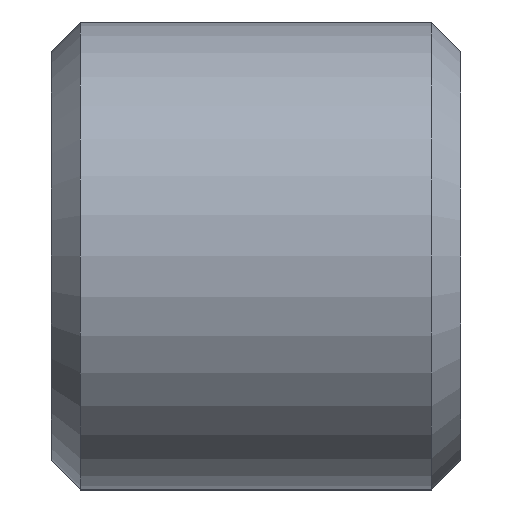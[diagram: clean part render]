
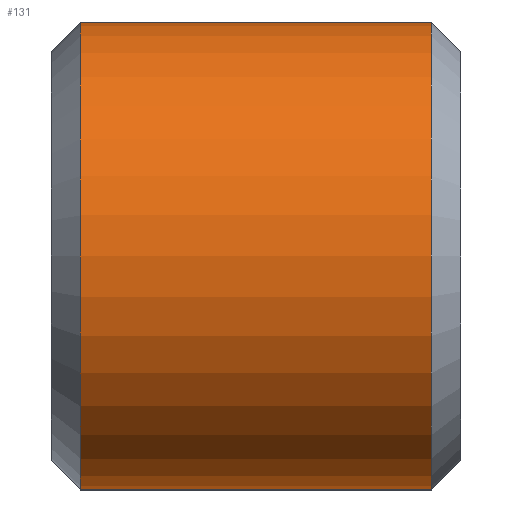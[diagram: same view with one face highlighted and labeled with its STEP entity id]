
A CAD part, left-side view. The second image highlights one B-rep face of the part: STEP entity #131.
In plain terms, the highlighted cylindrical face has radius 4 mm (diameter 8 mm), a partial arc.
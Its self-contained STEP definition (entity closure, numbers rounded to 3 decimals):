
#15 = ORIENTED_EDGE ( 'NONE', *, *, #322, .T. ) ;
#131 = ADVANCED_FACE ( 'NONE', ( #705 ), #739, .T. ) ;
#182 = EDGE_LOOP ( 'NONE', ( #501, #15, #552, #534 ) ) ;
#252 = EDGE_CURVE ( 'NONE', #643, #650, #755, .T. ) ;
#301 = EDGE_CURVE ( 'NONE', #639, #668, #457, .T. ) ;
#322 = EDGE_CURVE ( 'NONE', #643, #639, #445, .T. ) ;
#329 = EDGE_CURVE ( 'NONE', #668, #650, #471, .T. ) ;
#345 = CARTESIAN_POINT ( 'NONE',  ( -9.75, -6.5, -4. ) ) ;
#346 = CARTESIAN_POINT ( 'NONE',  ( -9.75, -0.5, -4. ) ) ;
#354 = CARTESIAN_POINT ( 'NONE',  ( -9.75, -6.5, 4. ) ) ;
#390 = CARTESIAN_POINT ( 'NONE',  ( -9.75, -0.5, 4. ) ) ;
#445 = CIRCLE ( 'NONE', #2643, 4. ) ;
#446 = VECTOR ( 'NONE', #2162, 1000. ) ;
#457 = LINE ( 'NONE', #2171, #446 ) ;
#471 = CIRCLE ( 'NONE', #2640, 4. ) ;
#501 = ORIENTED_EDGE ( 'NONE', *, *, #252, .F. ) ;
#534 = ORIENTED_EDGE ( 'NONE', *, *, #329, .T. ) ;
#552 = ORIENTED_EDGE ( 'NONE', *, *, #301, .T. ) ;
#639 = VERTEX_POINT ( 'NONE', #354 ) ;
#643 = VERTEX_POINT ( 'NONE', #345 ) ;
#650 = VERTEX_POINT ( 'NONE', #346 ) ;
#668 = VERTEX_POINT ( 'NONE', #390 ) ;
#705 = FACE_OUTER_BOUND ( 'NONE', #182, .T. ) ;
#739 = CYLINDRICAL_SURFACE ( 'NONE', #815, 4. ) ;
#755 = LINE ( 'NONE', #1781, #756 ) ;
#756 = VECTOR ( 'NONE', #1775, 1000. ) ;
#815 = AXIS2_PLACEMENT_3D ( 'NONE', #933, #946, #895 ) ;
#895 = DIRECTION ( 'NONE',  ( 0., 0., 1. ) ) ;
#933 = CARTESIAN_POINT ( 'NONE',  ( -9.75, -7., 0. ) ) ;
#946 = DIRECTION ( 'NONE',  ( 0., 1., 0. ) ) ;
#1775 = DIRECTION ( 'NONE',  ( 0., 1., 0. ) ) ;
#1781 = CARTESIAN_POINT ( 'NONE',  ( -9.75, -7., -4. ) ) ;
#2162 = DIRECTION ( 'NONE',  ( 0., 1., 0. ) ) ;
#2171 = CARTESIAN_POINT ( 'NONE',  ( -9.75, -7., 4. ) ) ;
#2425 = CARTESIAN_POINT ( 'NONE',  ( -9.75, -0.5, 0. ) ) ;
#2434 = CARTESIAN_POINT ( 'NONE',  ( -9.75, -6.5, 0. ) ) ;
#2449 = DIRECTION ( 'NONE',  ( 0., -1., 0. ) ) ;
#2450 = DIRECTION ( 'NONE',  ( 0., 0., 1. ) ) ;
#2453 = DIRECTION ( 'NONE',  ( 0., 0., 1. ) ) ;
#2454 = DIRECTION ( 'NONE',  ( 0., 1., 0. ) ) ;
#2640 = AXIS2_PLACEMENT_3D ( 'NONE', #2425, #2449, #2450 ) ;
#2643 = AXIS2_PLACEMENT_3D ( 'NONE', #2434, #2454, #2453 ) ;
